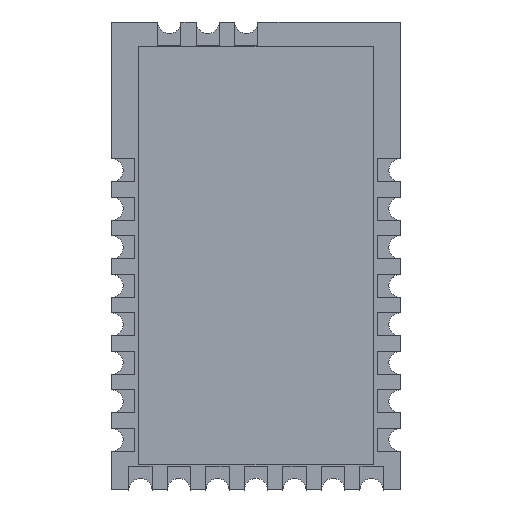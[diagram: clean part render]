
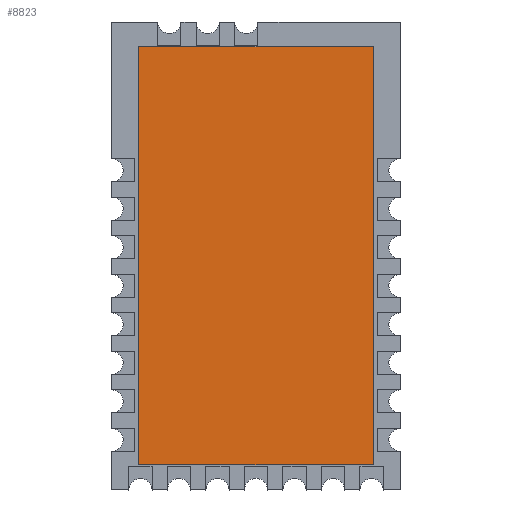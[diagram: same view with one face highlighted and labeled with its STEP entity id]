
A CAD part, top view. The second image highlights one B-rep face of the part: STEP entity #8823.
In plain terms, the highlighted planar face has unit normal (0, 0, 1).
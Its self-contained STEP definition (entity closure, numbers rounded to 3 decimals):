
#6632 = VERTEX_POINT('',#6633);
#6633 = CARTESIAN_POINT('',(-6.1,10.86,3.2));
#6639 = EDGE_CURVE('',#6632,#6640,#6642,.T.);
#6640 = VERTEX_POINT('',#6641);
#6641 = CARTESIAN_POINT('',(6.1,10.86,3.2));
#6642 = LINE('',#6643,#6644);
#6643 = CARTESIAN_POINT('',(-6.1,10.86,3.2));
#6644 = VECTOR('',#6645,1.);
#6645 = DIRECTION('',(1.,0.,0.));
#6663 = EDGE_CURVE('',#6640,#6664,#6666,.T.);
#6664 = VERTEX_POINT('',#6665);
#6665 = CARTESIAN_POINT('',(6.1,-10.84,3.2));
#6666 = LINE('',#6667,#6668);
#6667 = CARTESIAN_POINT('',(6.1,10.86,3.2));
#6668 = VECTOR('',#6669,1.);
#6669 = DIRECTION('',(0.,-1.,0.));
#6687 = EDGE_CURVE('',#6664,#6688,#6690,.T.);
#6688 = VERTEX_POINT('',#6689);
#6689 = CARTESIAN_POINT('',(-6.1,-10.84,3.2));
#6690 = LINE('',#6691,#6692);
#6691 = CARTESIAN_POINT('',(6.1,-10.84,3.2));
#6692 = VECTOR('',#6693,1.);
#6693 = DIRECTION('',(-1.,0.,0.));
#6711 = EDGE_CURVE('',#6688,#6632,#6712,.T.);
#6712 = LINE('',#6713,#6714);
#6713 = CARTESIAN_POINT('',(-6.1,-10.84,3.2));
#6714 = VECTOR('',#6715,1.);
#6715 = DIRECTION('',(0.,1.,0.));
#8823 = ADVANCED_FACE('',(#8824),#8830,.F.);
#8824 = FACE_BOUND('',#8825,.F.);
#8825 = EDGE_LOOP('',(#8826,#8827,#8828,#8829));
#8826 = ORIENTED_EDGE('',*,*,#6639,.T.);
#8827 = ORIENTED_EDGE('',*,*,#6663,.T.);
#8828 = ORIENTED_EDGE('',*,*,#6687,.T.);
#8829 = ORIENTED_EDGE('',*,*,#6711,.T.);
#8830 = PLANE('',#8831);
#8831 = AXIS2_PLACEMENT_3D('',#8832,#8833,#8834);
#8832 = CARTESIAN_POINT('',(0.,0.01,3.2));
#8833 = DIRECTION('',(-0.,-0.,-1.));
#8834 = DIRECTION('',(-1.,0.,0.));
